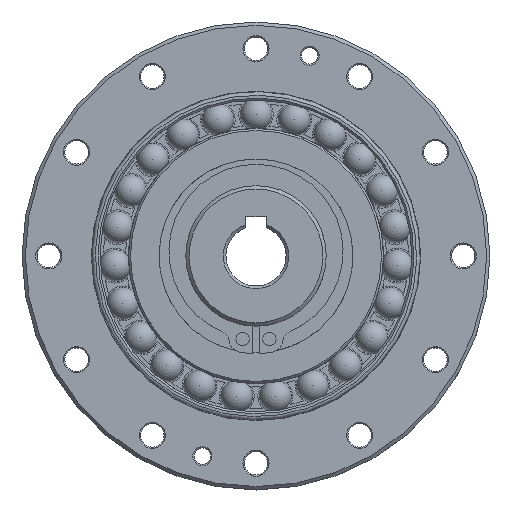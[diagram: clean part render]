
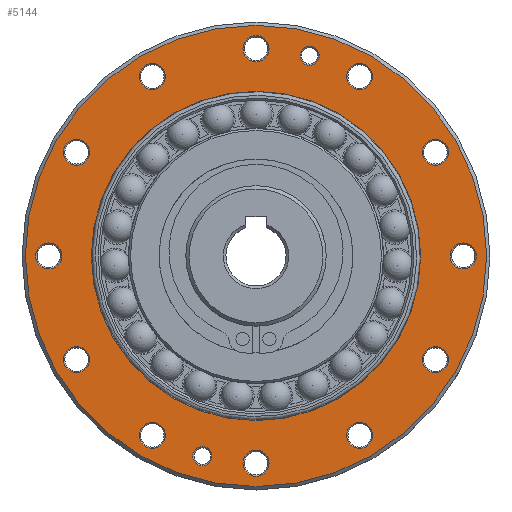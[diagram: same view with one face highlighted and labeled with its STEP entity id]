
A CAD part, top view. The second image highlights one B-rep face of the part: STEP entity #5144.
In plain terms, the highlighted planar face has unit normal (0, 0, 1).
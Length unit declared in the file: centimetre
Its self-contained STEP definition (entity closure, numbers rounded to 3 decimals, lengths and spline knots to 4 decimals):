
#1125=FACE_BOUND($,#1606,.T.);
#1126=FACE_BOUND($,#1607,.T.);
#1127=FACE_BOUND($,#1608,.T.);
#1128=FACE_BOUND($,#1609,.T.);
#1129=FACE_BOUND($,#1610,.T.);
#1130=FACE_BOUND($,#1611,.T.);
#1131=FACE_BOUND($,#1612,.T.);
#1132=FACE_BOUND($,#1613,.T.);
#1133=FACE_BOUND($,#1614,.T.);
#1134=FACE_BOUND($,#1615,.T.);
#1135=FACE_BOUND($,#1616,.T.);
#1136=FACE_BOUND($,#1617,.T.);
#1137=FACE_BOUND($,#1618,.T.);
#1138=FACE_BOUND($,#1619,.T.);
#1139=FACE_BOUND($,#1620,.T.);
#1140=FACE_BOUND($,#1621,.T.);
#1606=EDGE_LOOP($,(#4614));
#1607=EDGE_LOOP($,(#4615));
#1608=EDGE_LOOP($,(#4616));
#1609=EDGE_LOOP($,(#4617));
#1610=EDGE_LOOP($,(#4618));
#1611=EDGE_LOOP($,(#4619));
#1612=EDGE_LOOP($,(#4620));
#1613=EDGE_LOOP($,(#4621));
#1614=EDGE_LOOP($,(#4622));
#1615=EDGE_LOOP($,(#4623));
#1616=EDGE_LOOP($,(#4624));
#1617=EDGE_LOOP($,(#4625));
#1618=EDGE_LOOP($,(#4626));
#1619=EDGE_LOOP($,(#4627));
#1620=EDGE_LOOP($,(#4628));
#1621=EDGE_LOOP($,(#4629));
#2209=CIRCLE($,#5957,2.4634);
#2210=CIRCLE($,#5959,0.195);
#2211=CIRCLE($,#5960,0.195);
#2212=CIRCLE($,#5961,0.195);
#2213=CIRCLE($,#5962,0.195);
#2214=CIRCLE($,#5963,0.195);
#2215=CIRCLE($,#5964,0.195);
#2216=CIRCLE($,#5965,0.195);
#2217=CIRCLE($,#5966,0.195);
#2218=CIRCLE($,#5967,0.195);
#2219=CIRCLE($,#5968,0.195);
#2220=CIRCLE($,#5969,0.195);
#2221=CIRCLE($,#5970,0.195);
#2222=CIRCLE($,#5971,0.143);
#2223=CIRCLE($,#5972,0.143);
#2224=CIRCLE($,#5973,3.45);
#2662=VERTEX_POINT($,#9227);
#2663=VERTEX_POINT($,#9230);
#2664=VERTEX_POINT($,#9232);
#2665=VERTEX_POINT($,#9234);
#2666=VERTEX_POINT($,#9236);
#2667=VERTEX_POINT($,#9238);
#2668=VERTEX_POINT($,#9240);
#2669=VERTEX_POINT($,#9242);
#2670=VERTEX_POINT($,#9244);
#2671=VERTEX_POINT($,#9246);
#2672=VERTEX_POINT($,#9248);
#2673=VERTEX_POINT($,#9250);
#2674=VERTEX_POINT($,#9252);
#2675=VERTEX_POINT($,#9254);
#2676=VERTEX_POINT($,#9256);
#2677=VERTEX_POINT($,#9258);
#3315=EDGE_CURVE($,#2662,#2662,#2209,.T.);
#3316=EDGE_CURVE($,#2663,#2663,#2210,.T.);
#3317=EDGE_CURVE($,#2664,#2664,#2211,.T.);
#3318=EDGE_CURVE($,#2665,#2665,#2212,.T.);
#3319=EDGE_CURVE($,#2666,#2666,#2213,.T.);
#3320=EDGE_CURVE($,#2667,#2667,#2214,.T.);
#3321=EDGE_CURVE($,#2668,#2668,#2215,.T.);
#3322=EDGE_CURVE($,#2669,#2669,#2216,.T.);
#3323=EDGE_CURVE($,#2670,#2670,#2217,.T.);
#3324=EDGE_CURVE($,#2671,#2671,#2218,.T.);
#3325=EDGE_CURVE($,#2672,#2672,#2219,.T.);
#3326=EDGE_CURVE($,#2673,#2673,#2220,.T.);
#3327=EDGE_CURVE($,#2674,#2674,#2221,.T.);
#3328=EDGE_CURVE($,#2675,#2675,#2222,.T.);
#3329=EDGE_CURVE($,#2676,#2676,#2223,.T.);
#3330=EDGE_CURVE($,#2677,#2677,#2224,.T.);
#4614=ORIENTED_EDGE($,*,*,#3316,.F.);
#4615=ORIENTED_EDGE($,*,*,#3317,.F.);
#4616=ORIENTED_EDGE($,*,*,#3318,.F.);
#4617=ORIENTED_EDGE($,*,*,#3319,.F.);
#4618=ORIENTED_EDGE($,*,*,#3320,.F.);
#4619=ORIENTED_EDGE($,*,*,#3321,.F.);
#4620=ORIENTED_EDGE($,*,*,#3322,.F.);
#4621=ORIENTED_EDGE($,*,*,#3323,.F.);
#4622=ORIENTED_EDGE($,*,*,#3324,.F.);
#4623=ORIENTED_EDGE($,*,*,#3325,.F.);
#4624=ORIENTED_EDGE($,*,*,#3326,.F.);
#4625=ORIENTED_EDGE($,*,*,#3327,.F.);
#4626=ORIENTED_EDGE($,*,*,#3328,.F.);
#4627=ORIENTED_EDGE($,*,*,#3329,.F.);
#4628=ORIENTED_EDGE($,*,*,#3330,.F.);
#4629=ORIENTED_EDGE($,*,*,#3315,.T.);
#4851=PLANE($,#5958);
#5144=ADVANCED_FACE($,(#1125,#1126,#1127,#1128,#1129,#1130,#1131,#1132,
#1133,#1134,#1135,#1136,#1137,#1138,#1139,#1140),#4851,.T.);
#5957=AXIS2_PLACEMENT_3D($,#9228,#7709,#7710);
#5958=AXIS2_PLACEMENT_3D($,#9229,#7711,#7712);
#5959=AXIS2_PLACEMENT_3D($,#9231,#7713,#7714);
#5960=AXIS2_PLACEMENT_3D($,#9233,#7715,#7716);
#5961=AXIS2_PLACEMENT_3D($,#9235,#7717,#7718);
#5962=AXIS2_PLACEMENT_3D($,#9237,#7719,#7720);
#5963=AXIS2_PLACEMENT_3D($,#9239,#7721,#7722);
#5964=AXIS2_PLACEMENT_3D($,#9241,#7723,#7724);
#5965=AXIS2_PLACEMENT_3D($,#9243,#7725,#7726);
#5966=AXIS2_PLACEMENT_3D($,#9245,#7727,#7728);
#5967=AXIS2_PLACEMENT_3D($,#9247,#7729,#7730);
#5968=AXIS2_PLACEMENT_3D($,#9249,#7731,#7732);
#5969=AXIS2_PLACEMENT_3D($,#9251,#7733,#7734);
#5970=AXIS2_PLACEMENT_3D($,#9253,#7735,#7736);
#5971=AXIS2_PLACEMENT_3D($,#9255,#7737,#7738);
#5972=AXIS2_PLACEMENT_3D($,#9257,#7739,#7740);
#5973=AXIS2_PLACEMENT_3D($,#9259,#7741,#7742);
#7709=DIRECTION('center_axis',(0.,0.,-1.));
#7710=DIRECTION('ref_axis',(1.,0.,0.));
#7711=DIRECTION('center_axis',(0.,0.,1.));
#7712=DIRECTION('ref_axis',(1.,0.,0.));
#7713=DIRECTION('center_axis',(0.,0.,1.));
#7714=DIRECTION('ref_axis',(-1.,0.,0.));
#7715=DIRECTION('center_axis',(0.,0.,1.));
#7716=DIRECTION('ref_axis',(-1.,0.,0.));
#7717=DIRECTION('center_axis',(0.,0.,1.));
#7718=DIRECTION('ref_axis',(-1.,0.,0.));
#7719=DIRECTION('center_axis',(0.,0.,1.));
#7720=DIRECTION('ref_axis',(-1.,0.,0.));
#7721=DIRECTION('center_axis',(0.,0.,1.));
#7722=DIRECTION('ref_axis',(-1.,0.,0.));
#7723=DIRECTION('center_axis',(0.,0.,1.));
#7724=DIRECTION('ref_axis',(-1.,0.,0.));
#7725=DIRECTION('center_axis',(0.,0.,1.));
#7726=DIRECTION('ref_axis',(-1.,0.,0.));
#7727=DIRECTION('center_axis',(0.,0.,1.));
#7728=DIRECTION('ref_axis',(-1.,0.,0.));
#7729=DIRECTION('center_axis',(0.,0.,1.));
#7730=DIRECTION('ref_axis',(-1.,0.,0.));
#7731=DIRECTION('center_axis',(0.,0.,1.));
#7732=DIRECTION('ref_axis',(-1.,0.,0.));
#7733=DIRECTION('center_axis',(0.,0.,1.));
#7734=DIRECTION('ref_axis',(-1.,0.,0.));
#7735=DIRECTION('center_axis',(0.,0.,1.));
#7736=DIRECTION('ref_axis',(-1.,0.,0.));
#7737=DIRECTION('center_axis',(0.,0.,1.));
#7738=DIRECTION('ref_axis',(-1.,0.,0.));
#7739=DIRECTION('center_axis',(0.,0.,1.));
#7740=DIRECTION('ref_axis',(-1.,0.,0.));
#7741=DIRECTION('center_axis',(0.,0.,-1.));
#7742=DIRECTION('ref_axis',(0.,-1.,0.));
#9227=CARTESIAN_POINT('',(0.,-2.4634,0.));
#9228=CARTESIAN_POINT('Origin',(0.,0.,0.));
#9229=CARTESIAN_POINT('Origin',(0.,-2.497,0.));
#9230=CARTESIAN_POINT('',(-2.905,0.,0.));
#9231=CARTESIAN_POINT('Origin',(-3.1,0.,0.));
#9232=CARTESIAN_POINT('',(-2.4897,1.55,0.));
#9233=CARTESIAN_POINT('Origin',(-2.6847,1.55,0.));
#9234=CARTESIAN_POINT('',(-1.355,2.6847,0.));
#9235=CARTESIAN_POINT('Origin',(-1.55,2.6847,0.));
#9236=CARTESIAN_POINT('',(0.195,3.1,0.));
#9237=CARTESIAN_POINT('Origin',(0.,3.1,0.));
#9238=CARTESIAN_POINT('',(1.745,2.6847,0.));
#9239=CARTESIAN_POINT('Origin',(1.55,2.6847,0.));
#9240=CARTESIAN_POINT('',(2.8797,1.55,0.));
#9241=CARTESIAN_POINT('Origin',(2.6847,1.55,0.));
#9242=CARTESIAN_POINT('',(3.295,0.,0.));
#9243=CARTESIAN_POINT('Origin',(3.1,0.,0.));
#9244=CARTESIAN_POINT('',(2.8797,-1.55,0.));
#9245=CARTESIAN_POINT('Origin',(2.6847,-1.55,0.));
#9246=CARTESIAN_POINT('',(1.745,-2.6847,0.));
#9247=CARTESIAN_POINT('Origin',(1.55,-2.6847,0.));
#9248=CARTESIAN_POINT('',(0.195,-3.1,0.));
#9249=CARTESIAN_POINT('Origin',(0.,-3.1,0.));
#9250=CARTESIAN_POINT('',(-1.355,-2.6847,0.));
#9251=CARTESIAN_POINT('Origin',(-1.55,-2.6847,0.));
#9252=CARTESIAN_POINT('',(-2.4897,-1.55,0.));
#9253=CARTESIAN_POINT('Origin',(-2.6847,-1.55,0.));
#9254=CARTESIAN_POINT('',(-0.6594,-2.9944,0.));
#9255=CARTESIAN_POINT('Origin',(-0.8023,-2.9944,0.));
#9256=CARTESIAN_POINT('',(0.9453,2.9944,0.));
#9257=CARTESIAN_POINT('Origin',(0.8023,2.9944,0.));
#9258=CARTESIAN_POINT('',(0.,3.45,0.));
#9259=CARTESIAN_POINT('Origin',(0.,0.,0.));
